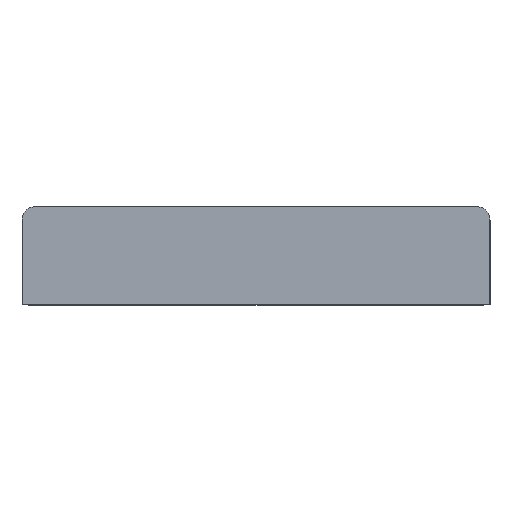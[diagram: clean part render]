
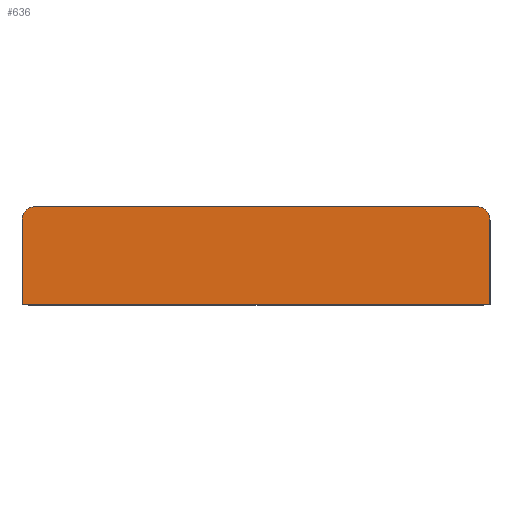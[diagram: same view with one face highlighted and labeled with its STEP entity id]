
A CAD part, left-side view. The second image highlights one B-rep face of the part: STEP entity #636.
In plain terms, the highlighted planar face has unit normal (-1, 0, 0).
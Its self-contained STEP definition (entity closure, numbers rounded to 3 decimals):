
#40=FACE_OUTER_BOUND($,#219,.T.);
#87=LINE($,#985,#149);
#89=LINE($,#989,#151);
#92=LINE($,#994,#154);
#94=LINE($,#1002,#156);
#149=VECTOR($,#806,18.5);
#151=VECTOR($,#810,103.);
#154=VECTOR($,#815,18.5);
#156=VECTOR($,#825,97.);
#219=EDGE_LOOP($,(#466,#467,#468,#469,#470,#471));
#250=CIRCLE($,#690,3.);
#251=CIRCLE($,#692,3.);
#286=VERTEX_POINT($,#982);
#287=VERTEX_POINT($,#984);
#288=VERTEX_POINT($,#988);
#289=VERTEX_POINT($,#992);
#290=VERTEX_POINT($,#996);
#291=VERTEX_POINT($,#1000);
#348=EDGE_CURVE($,#286,#287,#87,.T.);
#350=EDGE_CURVE($,#287,#288,#89,.T.);
#353=EDGE_CURVE($,#288,#289,#92,.T.);
#355=EDGE_CURVE($,#290,#286,#250,.T.);
#356=EDGE_CURVE($,#289,#291,#251,.T.);
#357=EDGE_CURVE($,#291,#290,#94,.T.);
#466=ORIENTED_EDGE($,*,*,#356,.F.);
#467=ORIENTED_EDGE($,*,*,#353,.F.);
#468=ORIENTED_EDGE($,*,*,#350,.F.);
#469=ORIENTED_EDGE($,*,*,#348,.F.);
#470=ORIENTED_EDGE($,*,*,#355,.F.);
#471=ORIENTED_EDGE($,*,*,#357,.F.);
#560=PLANE($,#691);
#636=ADVANCED_FACE($,(#40),#560,.F.);
#690=AXIS2_PLACEMENT_3D($,#998,#819,#820);
#691=AXIS2_PLACEMENT_3D($,#999,#821,#822);
#692=AXIS2_PLACEMENT_3D($,#1001,#823,#824);
#806=DIRECTION($,(0.,0.,-1.));
#810=DIRECTION($,(0.,1.,0.));
#815=DIRECTION($,(0.,0.,1.));
#819=DIRECTION('center_axis',(1.,0.,0.));
#820=DIRECTION('ref_axis',(0.,-0.707,0.707));
#821=DIRECTION('center_axis',(1.,0.,0.));
#822=DIRECTION('ref_axis',(0.,-1.,0.));
#823=DIRECTION('center_axis',(1.,0.,0.));
#824=DIRECTION('ref_axis',(0.,0.707,0.707));
#825=DIRECTION($,(0.,-1.,0.));
#982=CARTESIAN_POINT('',(-374.55,-51.5,18.74));
#984=CARTESIAN_POINT('',(-374.55,-51.5,0.24));
#985=CARTESIAN_POINT($,(-374.55,-51.5,21.74));
#988=CARTESIAN_POINT('',(-374.55,51.5,0.24));
#989=CARTESIAN_POINT($,(-374.55,-51.5,0.24));
#992=CARTESIAN_POINT('',(-374.55,51.5,18.74));
#994=CARTESIAN_POINT($,(-374.55,51.5,0.24));
#996=CARTESIAN_POINT('',(-374.55,-48.5,21.74));
#998=CARTESIAN_POINT('Origin',(-374.55,-48.5,18.74));
#999=CARTESIAN_POINT('Origin',(-374.55,0.,10.99));
#1000=CARTESIAN_POINT('',(-374.55,48.5,21.74));
#1001=CARTESIAN_POINT('Origin',(-374.55,48.5,18.74));
#1002=CARTESIAN_POINT($,(-374.55,51.5,21.74));
